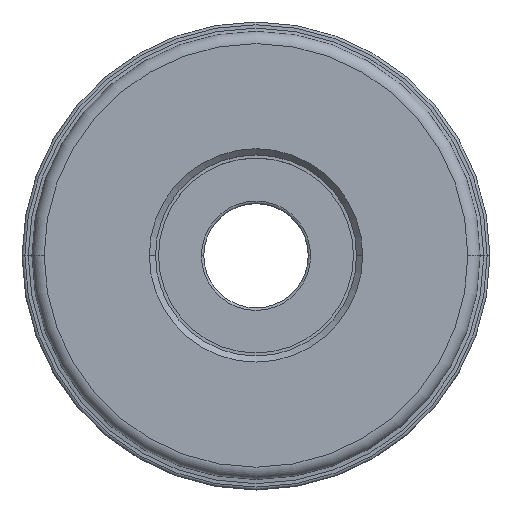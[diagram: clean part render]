
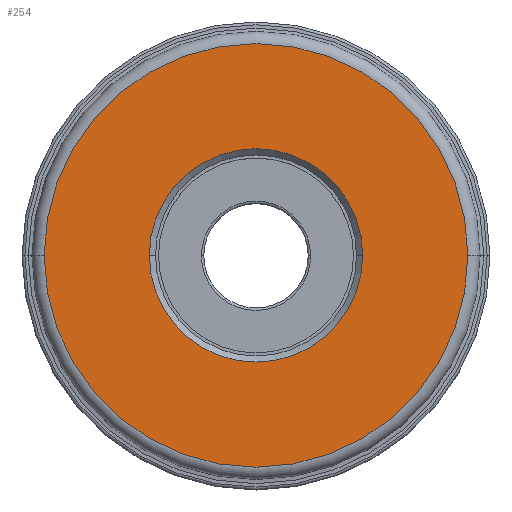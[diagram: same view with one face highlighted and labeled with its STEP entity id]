
A CAD part, top view. The second image highlights one B-rep face of the part: STEP entity #254.
In plain terms, the highlighted planar face has unit normal (0, 0, 1).
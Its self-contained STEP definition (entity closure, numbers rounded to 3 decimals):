
#254=ADVANCED_FACE('',(#321,#322),#314,.F.);
#314=PLANE('',#1665);
#321=FACE_BOUND('',#367,.T.);
#322=FACE_BOUND('',#368,.T.);
#367=EDGE_LOOP('',(#575,#576));
#368=EDGE_LOOP('',(#577,#578));
#575=ORIENTED_EDGE('',*,*,#1003,.T.);
#576=ORIENTED_EDGE('',*,*,#1004,.T.);
#577=ORIENTED_EDGE('',*,*,#1005,.T.);
#578=ORIENTED_EDGE('',*,*,#1006,.T.);
#861=VERTEX_POINT('',#2617);
#862=VERTEX_POINT('',#2618);
#863=VERTEX_POINT('',#2621);
#864=VERTEX_POINT('',#2622);
#1003=EDGE_CURVE('',#861,#862,#1188,.T.);
#1004=EDGE_CURVE('',#862,#861,#1189,.T.);
#1005=EDGE_CURVE('',#863,#864,#1190,.T.);
#1006=EDGE_CURVE('',#864,#863,#1191,.T.);
#1188=CIRCLE('',#1661,34.5);
#1189=CIRCLE('',#1662,34.5);
#1190=CIRCLE('',#1663,17.375);
#1191=CIRCLE('',#1664,17.375);
#1661=AXIS2_PLACEMENT_3D('',#2616,#2048,#2049);
#1662=AXIS2_PLACEMENT_3D('',#2619,#2050,#2051);
#1663=AXIS2_PLACEMENT_3D('',#2620,#2052,#2053);
#1664=AXIS2_PLACEMENT_3D('',#2623,#2054,#2055);
#1665=AXIS2_PLACEMENT_3D('',#2624,#2056,#2057);
#2048=DIRECTION('',(0.,0.,1.));
#2049=DIRECTION('',(1.,0.,0.));
#2050=DIRECTION('',(0.,0.,1.));
#2051=DIRECTION('',(-1.,0.,0.));
#2052=DIRECTION('',(0.,0.,-1.));
#2053=DIRECTION('',(-1.,0.,0.));
#2054=DIRECTION('',(0.,0.,-1.));
#2055=DIRECTION('',(1.,0.,0.));
#2056=DIRECTION('',(0.,0.,-1.));
#2057=DIRECTION('',(1.,0.,0.));
#2616=CARTESIAN_POINT('',(0.,0.,0.));
#2617=CARTESIAN_POINT('',(34.5,0.,0.));
#2618=CARTESIAN_POINT('',(-34.5,0.,0.));
#2619=CARTESIAN_POINT('',(0.,0.,0.));
#2620=CARTESIAN_POINT('',(0.,0.,0.));
#2621=CARTESIAN_POINT('',(-17.375,0.,0.));
#2622=CARTESIAN_POINT('',(17.375,0.,0.));
#2623=CARTESIAN_POINT('',(0.,0.,0.));
#2624=CARTESIAN_POINT('',(0.,0.,0.));
